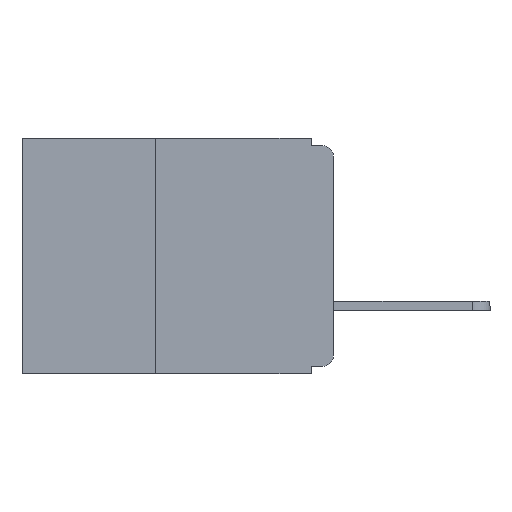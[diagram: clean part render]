
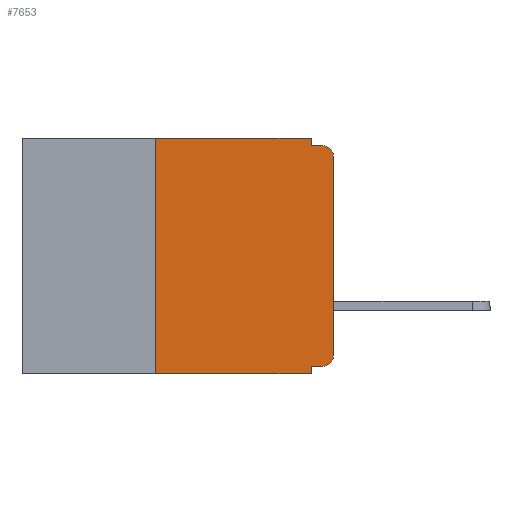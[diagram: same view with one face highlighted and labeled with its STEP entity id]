
A CAD part, left-side view. The second image highlights one B-rep face of the part: STEP entity #7653.
In plain terms, the highlighted planar face has unit normal (-1, 0, 0).
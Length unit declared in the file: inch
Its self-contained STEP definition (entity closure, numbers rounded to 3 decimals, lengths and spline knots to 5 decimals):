
#95 = DIRECTION ( 'NONE',  ( 1., 0., 0. ) ) ;
#131 = VERTEX_POINT ( 'NONE', #18413 ) ;
#229 = DIRECTION ( 'NONE',  ( 0., 0., -1. ) ) ;
#279 = VECTOR ( 'NONE', #21919, 39.37008 ) ;
#347 = EDGE_CURVE ( 'NONE', #9689, #131, #12049, .T. ) ;
#607 = VECTOR ( 'NONE', #25864, 39.37008 ) ;
#1128 = ORIENTED_EDGE ( 'NONE', *, *, #2908, .F. ) ;
#1771 = EDGE_CURVE ( 'NONE', #18378, #26552, #25574, .T. ) ;
#2055 = CARTESIAN_POINT ( 'NONE',  ( 0., 0.031, -0.01 ) ) ;
#2908 = EDGE_CURVE ( 'NONE', #18378, #8303, #7442, .T. ) ;
#2985 = AXIS2_PLACEMENT_3D ( 'NONE', #25812, #13092, #229 ) ;
#3359 = CARTESIAN_POINT ( 'NONE',  ( 0., 0.25, -0.33 ) ) ;
#4504 = FACE_OUTER_BOUND ( 'NONE', #16468, .T. ) ;
#4535 = ORIENTED_EDGE ( 'NONE', *, *, #1771, .T. ) ;
#5092 = DIRECTION ( 'NONE',  ( -1., 0., 0. ) ) ;
#5208 = CARTESIAN_POINT ( 'NONE',  ( 0., 0.015, -0.305 ) ) ;
#5428 = EDGE_CURVE ( 'NONE', #11938, #11569, #27343, .T. ) ;
#5953 = AXIS2_PLACEMENT_3D ( 'NONE', #5208, #5092, #13397 ) ;
#6290 = VECTOR ( 'NONE', #23708, 39.37008 ) ;
#6476 = ORIENTED_EDGE ( 'NONE', *, *, #5428, .F. ) ;
#6625 = DIRECTION ( 'NONE',  ( 0., 0., 1. ) ) ;
#6755 = ORIENTED_EDGE ( 'NONE', *, *, #347, .T. ) ;
#7108 = VECTOR ( 'NONE', #18017, 39.37008 ) ;
#7442 = LINE ( 'NONE', #18896, #18200 ) ;
#7653 = ADVANCED_FACE ( 'NONE', ( #4504 ), #23536, .F. ) ;
#7742 = EDGE_CURVE ( 'NONE', #8303, #131, #13257, .T. ) ;
#7747 = VECTOR ( 'NONE', #6625, 39.37008 ) ;
#8048 = LINE ( 'NONE', #26409, #7108 ) ;
#8303 = VERTEX_POINT ( 'NONE', #24499 ) ;
#8786 = VERTEX_POINT ( 'NONE', #11198 ) ;
#9689 = VERTEX_POINT ( 'NONE', #3359 ) ;
#10674 = VECTOR ( 'NONE', #15691, 39.37008 ) ;
#10767 = ORIENTED_EDGE ( 'NONE', *, *, #12050, .T. ) ;
#11037 = ORIENTED_EDGE ( 'NONE', *, *, #24116, .F. ) ;
#11182 = CARTESIAN_POINT ( 'NONE',  ( 0., 0.031, -0.33 ) ) ;
#11198 = CARTESIAN_POINT ( 'NONE',  ( 0., 0.031, 0. ) ) ;
#11474 = CARTESIAN_POINT ( 'NONE',  ( 0., 0.015, -0.01 ) ) ;
#11569 = VERTEX_POINT ( 'NONE', #11474 ) ;
#11938 = VERTEX_POINT ( 'NONE', #2055 ) ;
#12049 = LINE ( 'NONE', #26543, #6290 ) ;
#12050 = EDGE_CURVE ( 'NONE', #26552, #17871, #19152, .T. ) ;
#12967 = CARTESIAN_POINT ( 'NONE',  ( 0., 0.437, 0. ) ) ;
#13029 = ORIENTED_EDGE ( 'NONE', *, *, #15317, .F. ) ;
#13092 = DIRECTION ( 'NONE',  ( -1., 0., 0. ) ) ;
#13167 = CARTESIAN_POINT ( 'NONE',  ( 0., 0.437, 0. ) ) ;
#13257 = LINE ( 'NONE', #11182, #23861 ) ;
#13397 = DIRECTION ( 'NONE',  ( 0., 0., -1. ) ) ;
#14621 = DIRECTION ( 'NONE',  ( 0., 1., 0. ) ) ;
#14679 = EDGE_CURVE ( 'NONE', #17871, #11569, #17456, .T. ) ;
#15123 = DIRECTION ( 'NONE',  ( 0., 0., -1. ) ) ;
#15317 = EDGE_CURVE ( 'NONE', #23800, #8786, #17748, .T. ) ;
#15529 = CARTESIAN_POINT ( 'NONE',  ( 0., 0., -0.01 ) ) ;
#15691 = DIRECTION ( 'NONE',  ( 0., 0., 1. ) ) ;
#16248 = CARTESIAN_POINT ( 'NONE',  ( 0., 0., -0.025 ) ) ;
#16387 = LINE ( 'NONE', #21985, #10674 ) ;
#16468 = EDGE_LOOP ( 'NONE', ( #10767, #25102, #6476, #19593, #13029, #11037, #6755, #17561, #1128, #4535 ) ) ;
#17456 = CIRCLE ( 'NONE', #2985, 0.015 ) ;
#17561 = ORIENTED_EDGE ( 'NONE', *, *, #7742, .F. ) ;
#17748 = LINE ( 'NONE', #13167, #607 ) ;
#17871 = VERTEX_POINT ( 'NONE', #16248 ) ;
#18017 = DIRECTION ( 'NONE',  ( 0., 0., -1. ) ) ;
#18148 = AXIS2_PLACEMENT_3D ( 'NONE', #12967, #95, #15123 ) ;
#18200 = VECTOR ( 'NONE', #14621, 39.37008 ) ;
#18378 = VERTEX_POINT ( 'NONE', #24222 ) ;
#18413 = CARTESIAN_POINT ( 'NONE',  ( 0., 0.031, -0.33 ) ) ;
#18896 = CARTESIAN_POINT ( 'NONE',  ( 0., 0., -0.32 ) ) ;
#19152 = LINE ( 'NONE', #21590, #7747 ) ;
#19323 = EDGE_CURVE ( 'NONE', #8786, #11938, #8048, .T. ) ;
#19593 = ORIENTED_EDGE ( 'NONE', *, *, #19323, .F. ) ;
#20641 = CARTESIAN_POINT ( 'NONE',  ( 0., 0., -0.305 ) ) ;
#21590 = CARTESIAN_POINT ( 'NONE',  ( 0., 0., 0. ) ) ;
#21919 = DIRECTION ( 'NONE',  ( 0., -1., 0. ) ) ;
#21985 = CARTESIAN_POINT ( 'NONE',  ( 0., 0.25, -0.33 ) ) ;
#23536 = PLANE ( 'NONE',  #18148 ) ;
#23708 = DIRECTION ( 'NONE',  ( 0., -1., 0. ) ) ;
#23800 = VERTEX_POINT ( 'NONE', #27282 ) ;
#23861 = VECTOR ( 'NONE', #26041, 39.37008 ) ;
#24116 = EDGE_CURVE ( 'NONE', #9689, #23800, #16387, .T. ) ;
#24222 = CARTESIAN_POINT ( 'NONE',  ( 0., 0.015, -0.32 ) ) ;
#24499 = CARTESIAN_POINT ( 'NONE',  ( 0., 0.031, -0.32 ) ) ;
#25102 = ORIENTED_EDGE ( 'NONE', *, *, #14679, .T. ) ;
#25574 = CIRCLE ( 'NONE', #5953, 0.015 ) ;
#25812 = CARTESIAN_POINT ( 'NONE',  ( 0., 0.015, -0.025 ) ) ;
#25864 = DIRECTION ( 'NONE',  ( 0., -1., 0. ) ) ;
#26041 = DIRECTION ( 'NONE',  ( 0., 0., -1. ) ) ;
#26409 = CARTESIAN_POINT ( 'NONE',  ( 0., 0.031, 0. ) ) ;
#26543 = CARTESIAN_POINT ( 'NONE',  ( 0., 0.437, -0.33 ) ) ;
#26552 = VERTEX_POINT ( 'NONE', #20641 ) ;
#27282 = CARTESIAN_POINT ( 'NONE',  ( 0., 0.25, 0. ) ) ;
#27343 = LINE ( 'NONE', #15529, #279 ) ;
